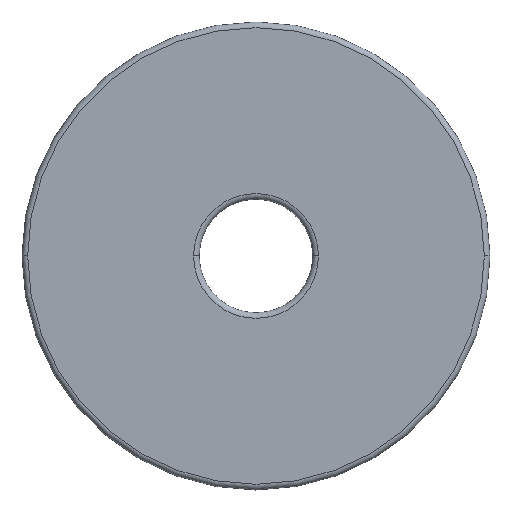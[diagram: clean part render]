
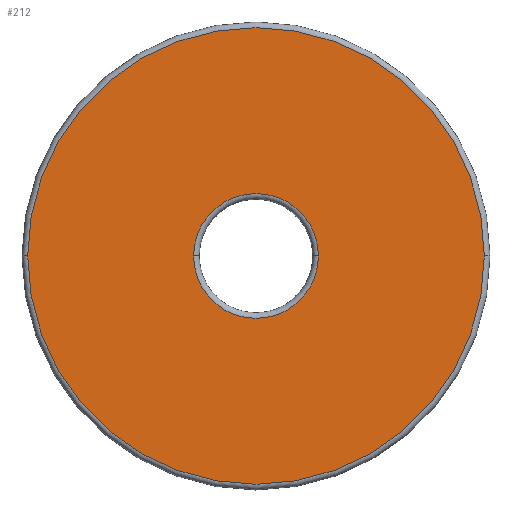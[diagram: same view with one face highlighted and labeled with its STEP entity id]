
A CAD part, top view. The second image highlights one B-rep face of the part: STEP entity #212.
In plain terms, the highlighted planar face has unit normal (0, 0, 1).
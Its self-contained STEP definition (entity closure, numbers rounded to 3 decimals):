
#3 = CIRCLE ( 'NONE', #11, 2.2 ) ;
#7 = EDGE_CURVE ( 'NONE', #135, #125, #3, .T. ) ;
#11 = AXIS2_PLACEMENT_3D ( 'NONE', #124, #439, #405 ) ;
#27 = CARTESIAN_POINT ( 'NONE',  ( 2.2, 0., 0.75 ) ) ;
#33 = DIRECTION ( 'NONE',  ( 1., 0., 0. ) ) ;
#40 = DIRECTION ( 'NONE',  ( 1., 0., 0. ) ) ;
#52 = EDGE_CURVE ( 'NONE', #125, #135, #193, .T. ) ;
#57 = EDGE_LOOP ( 'NONE', ( #356, #147 ) ) ;
#72 = CARTESIAN_POINT ( 'NONE',  ( -2.2, 0., 0.75 ) ) ;
#76 = AXIS2_PLACEMENT_3D ( 'NONE', #315, #170, #248 ) ;
#82 = CARTESIAN_POINT ( 'NONE',  ( 0., 0., 0.75 ) ) ;
#98 = VERTEX_POINT ( 'NONE', #202 ) ;
#104 = DIRECTION ( 'NONE',  ( 1., 0., 0. ) ) ;
#106 = DIRECTION ( 'NONE',  ( 0., 0., -1. ) ) ;
#121 = AXIS2_PLACEMENT_3D ( 'NONE', #239, #106, #104 ) ;
#124 = CARTESIAN_POINT ( 'NONE',  ( 0., 0., 0.75 ) ) ;
#125 = VERTEX_POINT ( 'NONE', #72 ) ;
#135 = VERTEX_POINT ( 'NONE', #27 ) ;
#140 = DIRECTION ( 'NONE',  ( 0., 0., 1. ) ) ;
#147 = ORIENTED_EDGE ( 'NONE', *, *, #333, .T. ) ;
#170 = DIRECTION ( 'NONE',  ( 0., 0., 1. ) ) ;
#184 = CARTESIAN_POINT ( 'NONE',  ( 0., 0., 0.75 ) ) ;
#186 = FACE_BOUND ( 'NONE', #189, .T. ) ;
#189 = EDGE_LOOP ( 'NONE', ( #226, #321 ) ) ;
#193 = CIRCLE ( 'NONE', #121, 2.2 ) ;
#202 = CARTESIAN_POINT ( 'NONE',  ( 8.05, 0., 0.75 ) ) ;
#212 = ADVANCED_FACE ( 'NONE', ( #186, #430 ), #213, .T. ) ;
#213 = PLANE ( 'NONE',  #258 ) ;
#217 = DIRECTION ( 'NONE',  ( 0., 0., 1. ) ) ;
#226 = ORIENTED_EDGE ( 'NONE', *, *, #7, .T. ) ;
#239 = CARTESIAN_POINT ( 'NONE',  ( 0., 0., 0.75 ) ) ;
#248 = DIRECTION ( 'NONE',  ( 1., 0., 0. ) ) ;
#258 = AXIS2_PLACEMENT_3D ( 'NONE', #82, #140, #33 ) ;
#315 = CARTESIAN_POINT ( 'NONE',  ( 0., 0., 0.75 ) ) ;
#321 = ORIENTED_EDGE ( 'NONE', *, *, #52, .T. ) ;
#330 = CIRCLE ( 'NONE', #453, 8.05 ) ;
#333 = EDGE_CURVE ( 'NONE', #344, #98, #441, .T. ) ;
#344 = VERTEX_POINT ( 'NONE', #393 ) ;
#356 = ORIENTED_EDGE ( 'NONE', *, *, #427, .T. ) ;
#393 = CARTESIAN_POINT ( 'NONE',  ( -8.05, 0., 0.75 ) ) ;
#405 = DIRECTION ( 'NONE',  ( 1., 0., 0. ) ) ;
#427 = EDGE_CURVE ( 'NONE', #98, #344, #330, .T. ) ;
#430 = FACE_OUTER_BOUND ( 'NONE', #57, .T. ) ;
#439 = DIRECTION ( 'NONE',  ( 0., 0., -1. ) ) ;
#441 = CIRCLE ( 'NONE', #76, 8.05 ) ;
#453 = AXIS2_PLACEMENT_3D ( 'NONE', #184, #217, #40 ) ;
